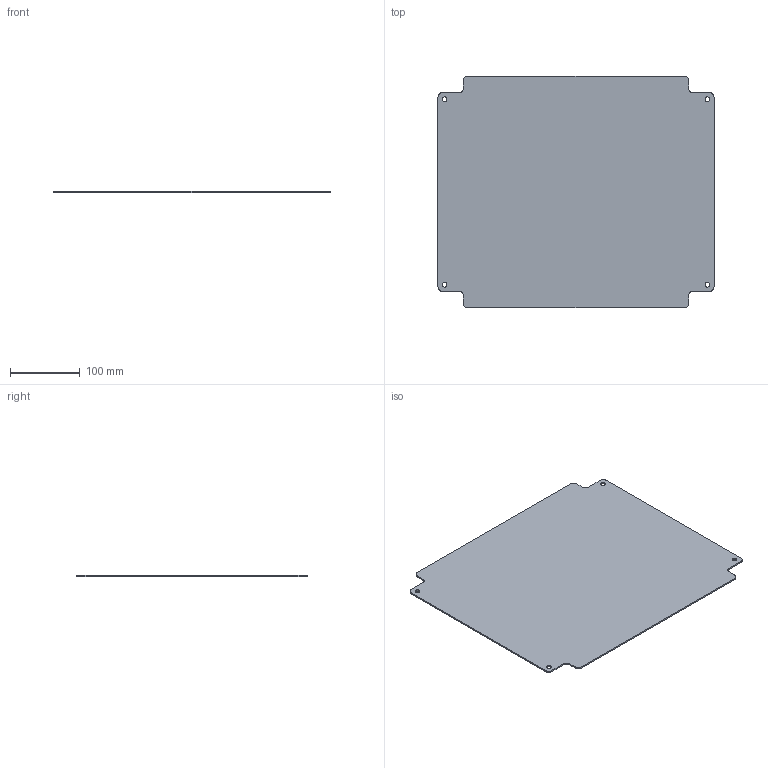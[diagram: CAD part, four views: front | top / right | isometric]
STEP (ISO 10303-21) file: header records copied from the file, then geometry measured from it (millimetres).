
FILE_DESCRIPTION (( 'STEP AP214' ), '1' );
FILE_NAME ('ACEP1620.STEP', '2025-10-16T19:45:56', ( '' ), ( '' ), 'SwSTEP 2.0', 'SolidWorks 2024', '' );
FILE_SCHEMA (( 'AUTOMOTIVE_DESIGN' ));
Length unit declared in the file: millimetre
Products named in the file (1): ACEP1620
Bounding box: 396.88 x 333.38 x 2.06 mm (x, y, z)
Volume: 264691.6 mm3; surface area: 260418.4 mm2
Topology: 1 solids, 1 shells, 30 faces, 86 edges, 58 vertices
Faces by surface type: cylinder 16, plane 14
Full cylindrical faces by diameter (mm): 6.731 x4
Entity records: 999 total; most frequent: DIRECTION 174, CARTESIAN_POINT 167, ORIENTED_EDGE 160, EDGE_CURVE 80, AXIS2_PLACEMENT_3D 63, VERTEX_POINT 56, VECTOR 48, LINE 48
